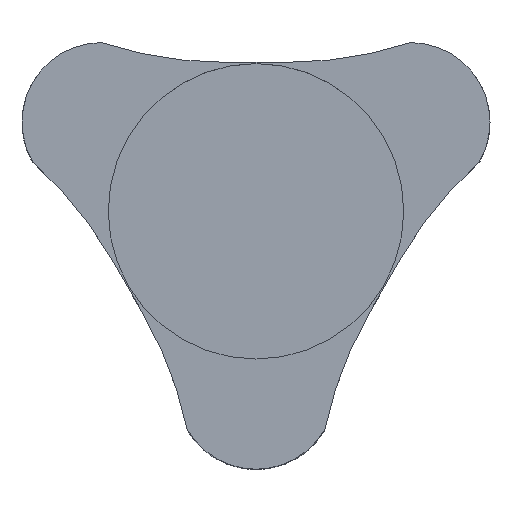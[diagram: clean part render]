
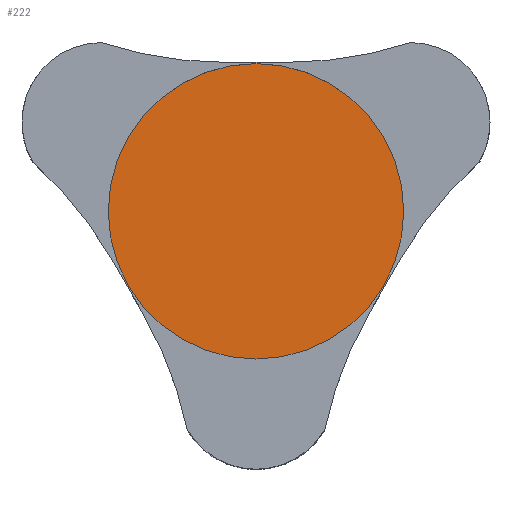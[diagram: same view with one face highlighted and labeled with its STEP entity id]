
A CAD part, top view. The second image highlights one B-rep face of the part: STEP entity #222.
In plain terms, the highlighted planar face has unit normal (0, 0, 1).
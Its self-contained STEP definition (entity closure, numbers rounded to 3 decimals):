
#49 = DIRECTION ( 'NONE',  ( 1., 0., 0. ) ) ;
#61 = CARTESIAN_POINT ( 'NONE',  ( 7.605, 0.189, 7.1 ) ) ;
#78 = CIRCLE ( 'NONE', #1000, 7.5 ) ;
#81 = DIRECTION ( 'NONE',  ( 0., 0., -1. ) ) ;
#96 = EDGE_CURVE ( 'NONE', #739, #578, #78, .T. ) ;
#128 = CARTESIAN_POINT ( 'NONE',  ( 0.105, -8.867, 7.1 ) ) ;
#168 = FACE_OUTER_BOUND ( 'NONE', #1267, .T. ) ;
#180 = ORIENTED_EDGE ( 'NONE', *, *, #1295, .F. ) ;
#215 = DIRECTION ( 'NONE',  ( 0., 0., 1. ) ) ;
#222 = ADVANCED_FACE ( 'NONE', ( #168 ), #982, .T. ) ;
#424 = CARTESIAN_POINT ( 'NONE',  ( -7.395, 0.189, 7.1 ) ) ;
#578 = VERTEX_POINT ( 'NONE', #61 ) ;
#611 = ORIENTED_EDGE ( 'NONE', *, *, #96, .F. ) ;
#739 = VERTEX_POINT ( 'NONE', #424 ) ;
#758 = DIRECTION ( 'NONE',  ( 0., 0., -1. ) ) ;
#982 = PLANE ( 'NONE',  #1793 ) ;
#1000 = AXIS2_PLACEMENT_3D ( 'NONE', #1365, #81, #1384 ) ;
#1267 = EDGE_LOOP ( 'NONE', ( #611, #180 ) ) ;
#1295 = EDGE_CURVE ( 'NONE', #578, #739, #1710, .T. ) ;
#1342 = CARTESIAN_POINT ( 'NONE',  ( 0.105, 0.189, 7.1 ) ) ;
#1365 = CARTESIAN_POINT ( 'NONE',  ( 0.105, 0.189, 7.1 ) ) ;
#1384 = DIRECTION ( 'NONE',  ( 1., 0., 0. ) ) ;
#1413 = DIRECTION ( 'NONE',  ( 1., 0., 0. ) ) ;
#1710 = CIRCLE ( 'NONE', #1829, 7.5 ) ;
#1793 = AXIS2_PLACEMENT_3D ( 'NONE', #128, #215, #1413 ) ;
#1829 = AXIS2_PLACEMENT_3D ( 'NONE', #1342, #758, #49 ) ;
